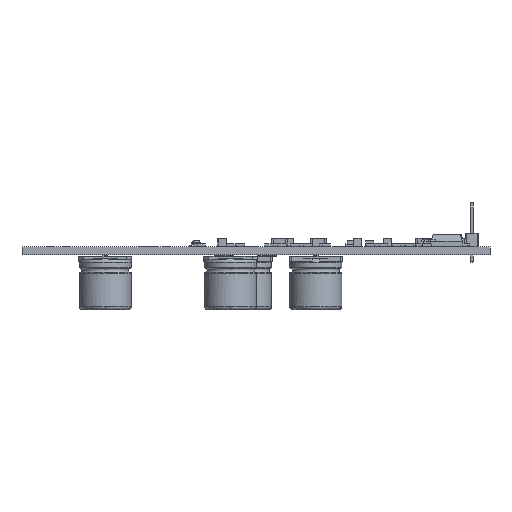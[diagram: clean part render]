
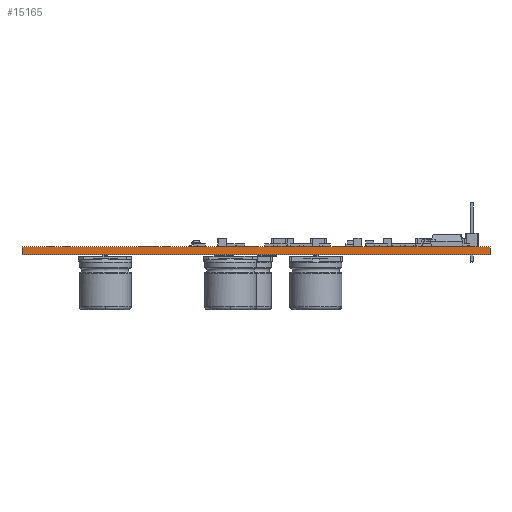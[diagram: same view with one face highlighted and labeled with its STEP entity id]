
A CAD part, front view. The second image highlights one B-rep face of the part: STEP entity #15165.
In plain terms, the highlighted planar face has unit normal (0, -1, 0).
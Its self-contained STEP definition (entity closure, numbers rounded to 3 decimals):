
#15165 = ADVANCED_FACE('',(#15166),#15200,.T.);
#15166 = FACE_BOUND('',#15167,.T.);
#15167 = EDGE_LOOP('',(#15168,#15178,#15186,#15194));
#15168 = ORIENTED_EDGE('',*,*,#15169,.T.);
#15169 = EDGE_CURVE('',#15170,#15172,#15174,.T.);
#15170 = VERTEX_POINT('',#15171);
#15171 = CARTESIAN_POINT('',(90.,-150.,0.));
#15172 = VERTEX_POINT('',#15173);
#15173 = CARTESIAN_POINT('',(90.,-150.,1.51));
#15174 = LINE('',#15175,#15176);
#15175 = CARTESIAN_POINT('',(90.,-150.,0.));
#15176 = VECTOR('',#15177,1.);
#15177 = DIRECTION('',(0.,0.,1.));
#15178 = ORIENTED_EDGE('',*,*,#15179,.T.);
#15179 = EDGE_CURVE('',#15172,#15180,#15182,.T.);
#15180 = VERTEX_POINT('',#15181);
#15181 = CARTESIAN_POINT('',(0.,-150.,1.51));
#15182 = LINE('',#15183,#15184);
#15183 = CARTESIAN_POINT('',(90.,-150.,1.51));
#15184 = VECTOR('',#15185,1.);
#15185 = DIRECTION('',(-1.,0.,0.));
#15186 = ORIENTED_EDGE('',*,*,#15187,.F.);
#15187 = EDGE_CURVE('',#15188,#15180,#15190,.T.);
#15188 = VERTEX_POINT('',#15189);
#15189 = CARTESIAN_POINT('',(0.,-150.,0.));
#15190 = LINE('',#15191,#15192);
#15191 = CARTESIAN_POINT('',(0.,-150.,0.));
#15192 = VECTOR('',#15193,1.);
#15193 = DIRECTION('',(0.,0.,1.));
#15194 = ORIENTED_EDGE('',*,*,#15195,.F.);
#15195 = EDGE_CURVE('',#15170,#15188,#15196,.T.);
#15196 = LINE('',#15197,#15198);
#15197 = CARTESIAN_POINT('',(90.,-150.,0.));
#15198 = VECTOR('',#15199,1.);
#15199 = DIRECTION('',(-1.,0.,0.));
#15200 = PLANE('',#15201);
#15201 = AXIS2_PLACEMENT_3D('',#15202,#15203,#15204);
#15202 = CARTESIAN_POINT('',(90.,-150.,0.));
#15203 = DIRECTION('',(0.,-1.,0.));
#15204 = DIRECTION('',(-1.,0.,0.));
